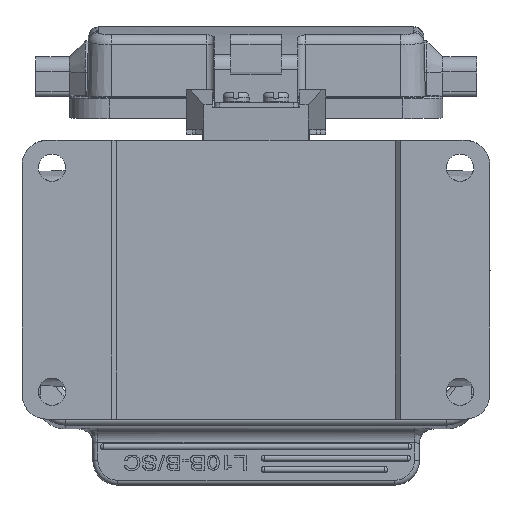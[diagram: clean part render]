
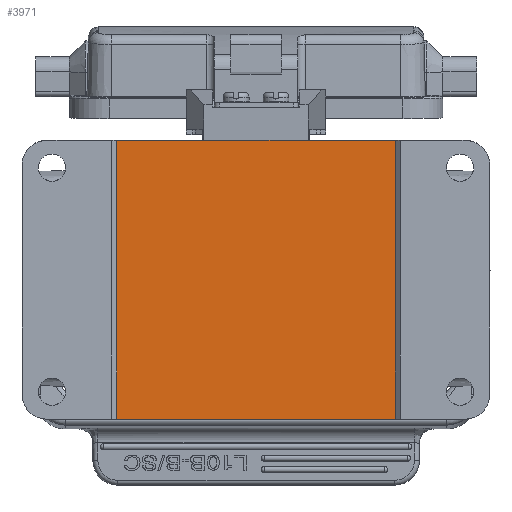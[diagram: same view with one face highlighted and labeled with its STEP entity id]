
A CAD part, front view. The second image highlights one B-rep face of the part: STEP entity #3971.
In plain terms, the highlighted planar face has unit normal (0, 1, 0.009).
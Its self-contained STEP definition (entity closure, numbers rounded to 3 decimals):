
#3971=ADVANCED_FACE('',(#6013),#5272,.T.);
#5272=PLANE('',#27061);
#6013=FACE_OUTER_BOUND('',#7414,.T.);
#7414=EDGE_LOOP('',(#9990,#9991,#9992,#9993));
#9990=ORIENTED_EDGE('',*,*,#20030,.F.);
#9991=ORIENTED_EDGE('',*,*,#20031,.F.);
#9992=ORIENTED_EDGE('',*,*,#20027,.T.);
#9993=ORIENTED_EDGE('',*,*,#20032,.F.);
#17150=VERTEX_POINT('',#38093);
#17151=VERTEX_POINT('',#38095);
#17153=VERTEX_POINT('',#38101);
#17154=VERTEX_POINT('',#38102);
#20027=EDGE_CURVE('',#17151,#17150,#23595,.T.);
#20030=EDGE_CURVE('',#17153,#17154,#23598,.T.);
#20031=EDGE_CURVE('',#17151,#17153,#23599,.T.);
#20032=EDGE_CURVE('',#17154,#17150,#23600,.T.);
#23595=LINE('',#38094,#25271);
#23598=LINE('',#38100,#25274);
#23599=LINE('',#38103,#25275);
#23600=LINE('',#38104,#25276);
#25271=VECTOR('',#29977,1.);
#25274=VECTOR('',#29982,1.);
#25275=VECTOR('',#29983,1.);
#25276=VECTOR('',#29984,1.);
#27061=AXIS2_PLACEMENT_3D('',#38105,#29985,#29986);
#29977=DIRECTION('',(0.,-0.009,1.));
#29982=DIRECTION('',(0.,-0.009,1.));
#29983=DIRECTION('',(1.,0.,0.));
#29984=DIRECTION('',(-1.,0.,0.));
#29985=DIRECTION('',(0.,1.,0.009));
#29986=DIRECTION('',(0.,-0.009,1.));
#38093=CARTESIAN_POINT('',(18.986,-22.267,5.854));
#38094=CARTESIAN_POINT('',(18.986,-22.267,5.854));
#38095=CARTESIAN_POINT('',(18.986,-21.779,-50.144));
#38100=CARTESIAN_POINT('',(74.986,-22.285,5.854));
#38101=CARTESIAN_POINT('',(74.986,-21.796,-50.144));
#38102=CARTESIAN_POINT('',(74.986,-22.285,5.854));
#38103=CARTESIAN_POINT('',(74.986,-21.796,-50.144));
#38104=CARTESIAN_POINT('',(18.986,-22.267,5.854));
#38105=CARTESIAN_POINT('',(46.986,-22.032,-22.145));
